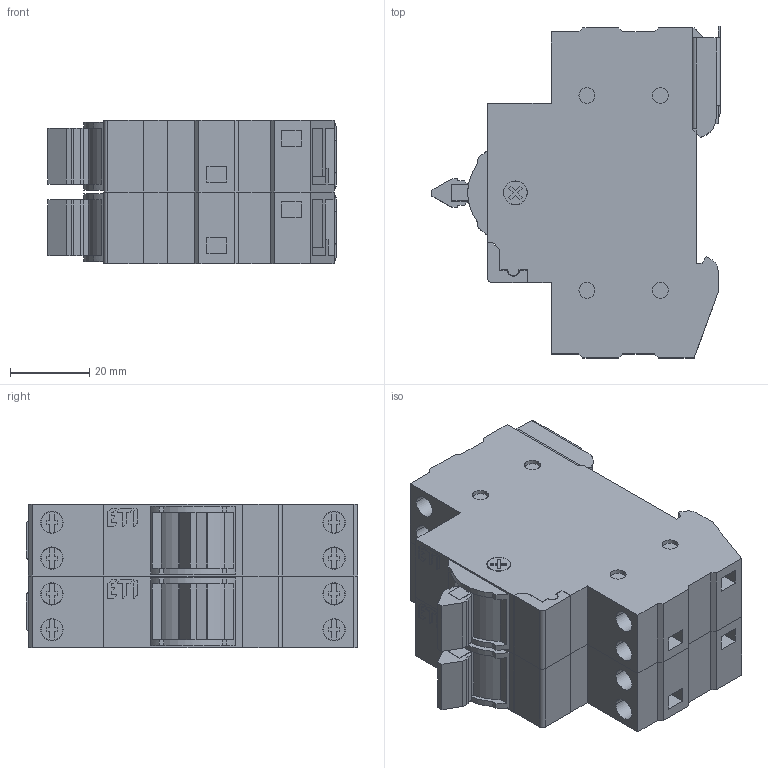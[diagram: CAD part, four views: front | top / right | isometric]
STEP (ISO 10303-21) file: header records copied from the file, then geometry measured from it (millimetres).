
FILE_DESCRIPTION((''),'2;1');
FILE_NAME('SSQ_1P_ASM','2022-06-10T12:31:51',('klemen.sitar'),('Audax d.o.o.'),'CREO PARAMETRIC BY PTC INC, 2021304','CREO PARAMETRIC BY PTC INC, 2021304','');
FILE_SCHEMA(('AP242_MANAGED_MODEL_BASED_3D_ENGINEERING_MIM_LF { 1 0 10303 442 1 1 4 }'));
Products named in the file (18): SSQ1P_0_1; PART_02__0_1; LEVER_CAP_1P_0_1; PLATE_1P_0_0; SNAPPING_UNIT_0_1; SPRING_0_1; ETI_LOGO; SSQ1P_0_1_1; PART_02__0_1_1; LEVER_CAP_1P_0_1_1; PLATE_1P_0_0_1; SNAPPING_UNIT_0_1_1; SPRING_0_1_1; ETI_LOGO_1_1; ETI_LOGO_1_2; ETI_LOGO_1_3; ETI_LOGO_1_ASM; SSQ_1P_ASM
Assembly tree (23 placements, depth 3):
  SSQ_1P_ASM
    SSQ1P_0_1
    PART_02__0_1  x4
    LEVER_CAP_1P_0_1
    PLATE_1P_0_0
    SNAPPING_UNIT_0_1
    SPRING_0_1
    ETI_LOGO
    SSQ1P_0_1_1
    PART_02__0_1_1  x4
    LEVER_CAP_1P_0_1_1
    PLATE_1P_0_0_1
    SNAPPING_UNIT_0_1_1
    SPRING_0_1_1
    ETI_LOGO_1_ASM
      ETI_LOGO_1_1
      ETI_LOGO_1_2
      ETI_LOGO_1_3
Bounding box: 72.5 x 83.5 x 36 mm (x, y, z)
Volume: 137926.9 mm3; surface area: 37139.5 mm2
Topology: 24 solids, 24 shells, 1132 faces, 2882 edges, 1852 vertices
Faces by surface type: plane 694, cylinder 246, bspline 192
Entity records: 67231 total; most frequent: CARTESIAN_POINT 28743, ORIENTED_EDGE 5260, DIRECTION 4560, PRESENTATION_STYLE_ASSIGNMENT 3230, STYLED_ITEM 3230, CURVE_STYLE 2650, EDGE_CURVE 2630, VECTOR 1738
